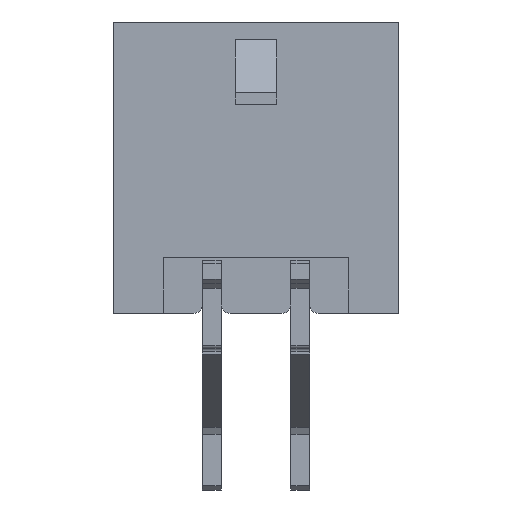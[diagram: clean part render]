
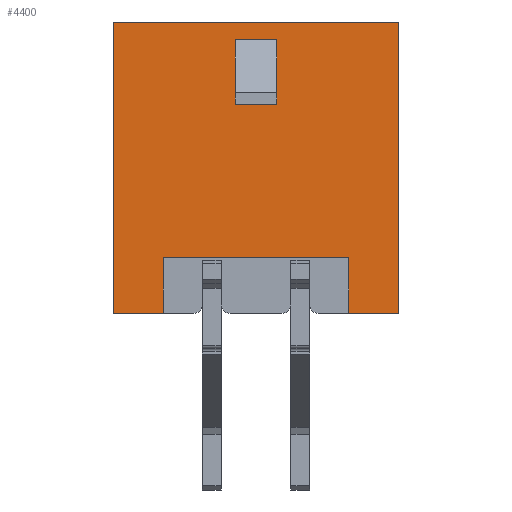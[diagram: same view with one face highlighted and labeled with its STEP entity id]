
A CAD part, front view. The second image highlights one B-rep face of the part: STEP entity #4400.
In plain terms, the highlighted planar face has unit normal (0, -1, 0).
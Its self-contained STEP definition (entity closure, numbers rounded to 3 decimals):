
#202=ORIENTED_EDGE('',*,*,#1498,.F.);
#203=ORIENTED_EDGE('',*,*,#1499,.F.);
#204=ORIENTED_EDGE('',*,*,#1500,.T.);
#205=ORIENTED_EDGE('',*,*,#1501,.T.);
#206=ORIENTED_EDGE('',*,*,#1502,.T.);
#207=ORIENTED_EDGE('',*,*,#1503,.T.);
#208=ORIENTED_EDGE('',*,*,#1431,.F.);
#209=ORIENTED_EDGE('',*,*,#1504,.T.);
#210=ORIENTED_EDGE('',*,*,#1505,.T.);
#211=ORIENTED_EDGE('',*,*,#1506,.F.);
#212=ORIENTED_EDGE('',*,*,#1507,.F.);
#213=ORIENTED_EDGE('',*,*,#1508,.T.);
#1431=EDGE_CURVE('',#2084,#2085,#2516,.T.);
#1498=EDGE_CURVE('',#2141,#2142,#2577,.T.);
#1499=EDGE_CURVE('',#2143,#2141,#2578,.T.);
#1500=EDGE_CURVE('',#2143,#2144,#2579,.T.);
#1501=EDGE_CURVE('',#2144,#2142,#2580,.T.);
#1502=EDGE_CURVE('',#2145,#2146,#2581,.T.);
#1503=EDGE_CURVE('',#2146,#2085,#2582,.T.);
#1504=EDGE_CURVE('',#2084,#2147,#2583,.T.);
#1505=EDGE_CURVE('',#2147,#2148,#2584,.T.);
#1506=EDGE_CURVE('',#2149,#2148,#2585,.T.);
#1507=EDGE_CURVE('',#2150,#2149,#2586,.T.);
#1508=EDGE_CURVE('',#2150,#2145,#2587,.T.);
#2084=VERTEX_POINT('',#6110);
#2085=VERTEX_POINT('',#6112);
#2141=VERTEX_POINT('',#6247);
#2142=VERTEX_POINT('',#6248);
#2143=VERTEX_POINT('',#6250);
#2144=VERTEX_POINT('',#6252);
#2145=VERTEX_POINT('',#6255);
#2146=VERTEX_POINT('',#6256);
#2147=VERTEX_POINT('',#6259);
#2148=VERTEX_POINT('',#6261);
#2149=VERTEX_POINT('',#6263);
#2150=VERTEX_POINT('',#6265);
#2516=LINE('',#6111,#3125);
#2577=LINE('',#6246,#3186);
#2578=LINE('',#6249,#3187);
#2579=LINE('',#6251,#3188);
#2580=LINE('',#6253,#3189);
#2581=LINE('',#6254,#3190);
#2582=LINE('',#6257,#3191);
#2583=LINE('',#6258,#3192);
#2584=LINE('',#6260,#3193);
#2585=LINE('',#6262,#3194);
#2586=LINE('',#6264,#3195);
#2587=LINE('',#6266,#3196);
#3125=VECTOR('',#4944,1000.);
#3186=VECTOR('',#5041,1000.);
#3187=VECTOR('',#5042,1000.);
#3188=VECTOR('',#5043,1000.);
#3189=VECTOR('',#5044,1000.);
#3190=VECTOR('',#5045,1000.);
#3191=VECTOR('',#5046,1000.);
#3192=VECTOR('',#5047,1000.);
#3193=VECTOR('',#5048,1000.);
#3194=VECTOR('',#5049,1000.);
#3195=VECTOR('',#5050,1000.);
#3196=VECTOR('',#5051,1000.);
#3731=EDGE_LOOP('',(#202,#203,#204,#205));
#3732=EDGE_LOOP('',(#206,#207,#208,#209,#210,#211,#212,#213));
#3964=FACE_BOUND('',#3731,.T.);
#3965=FACE_BOUND('',#3732,.T.);
#4197=PLANE('',#4666);
#4400=ADVANCED_FACE('',(#3964,#3965),#4197,.T.);
#4666=AXIS2_PLACEMENT_3D('',#6245,#5039,#5040);
#4944=DIRECTION('',(-1.,0.,0.));
#5039=DIRECTION('',(0.,-1.,0.));
#5040=DIRECTION('',(0.,0.,-1.));
#5041=DIRECTION('',(-1.,0.,0.));
#5042=DIRECTION('',(0.,0.,1.));
#5043=DIRECTION('',(-1.,0.,0.));
#5044=DIRECTION('',(0.,0.,1.));
#5045=DIRECTION('',(1.,0.,0.));
#5046=DIRECTION('',(0.,0.,-1.));
#5047=DIRECTION('',(0.,0.,1.));
#5048=DIRECTION('',(-1.,0.,0.));
#5049=DIRECTION('',(0.,0.,1.));
#5050=DIRECTION('',(-1.,0.,0.));
#5051=DIRECTION('',(0.,0.,1.));
#6110=CARTESIAN_POINT('',(4.85,-3.43,-4.95));
#6111=CARTESIAN_POINT('',(4.85,-3.43,-4.95));
#6112=CARTESIAN_POINT('',(3.15,-3.43,-4.95));
#6245=CARTESIAN_POINT('',(4.85,-3.43,-4.95));
#6246=CARTESIAN_POINT('',(0.7,-3.43,4.35));
#6247=CARTESIAN_POINT('',(0.7,-3.43,4.35));
#6248=CARTESIAN_POINT('',(-0.7,-3.43,4.35));
#6249=CARTESIAN_POINT('',(0.7,-3.43,2.15));
#6250=CARTESIAN_POINT('',(0.7,-3.43,2.15));
#6251=CARTESIAN_POINT('',(0.7,-3.43,2.15));
#6252=CARTESIAN_POINT('',(-0.7,-3.43,2.15));
#6253=CARTESIAN_POINT('',(-0.7,-3.43,2.15));
#6254=CARTESIAN_POINT('',(-3.15,-3.43,-3.05));
#6255=CARTESIAN_POINT('',(-3.15,-3.43,-3.05));
#6256=CARTESIAN_POINT('',(3.15,-3.43,-3.05));
#6257=CARTESIAN_POINT('',(3.15,-3.43,-3.05));
#6258=CARTESIAN_POINT('',(4.85,-3.43,-4.95));
#6259=CARTESIAN_POINT('',(4.85,-3.43,4.95));
#6260=CARTESIAN_POINT('',(4.85,-3.43,4.95));
#6261=CARTESIAN_POINT('',(-4.85,-3.43,4.95));
#6262=CARTESIAN_POINT('',(-4.85,-3.43,-4.95));
#6263=CARTESIAN_POINT('',(-4.85,-3.43,-4.95));
#6264=CARTESIAN_POINT('',(4.85,-3.43,-4.95));
#6265=CARTESIAN_POINT('',(-3.15,-3.43,-4.95));
#6266=CARTESIAN_POINT('',(-3.15,-3.43,-4.95));
